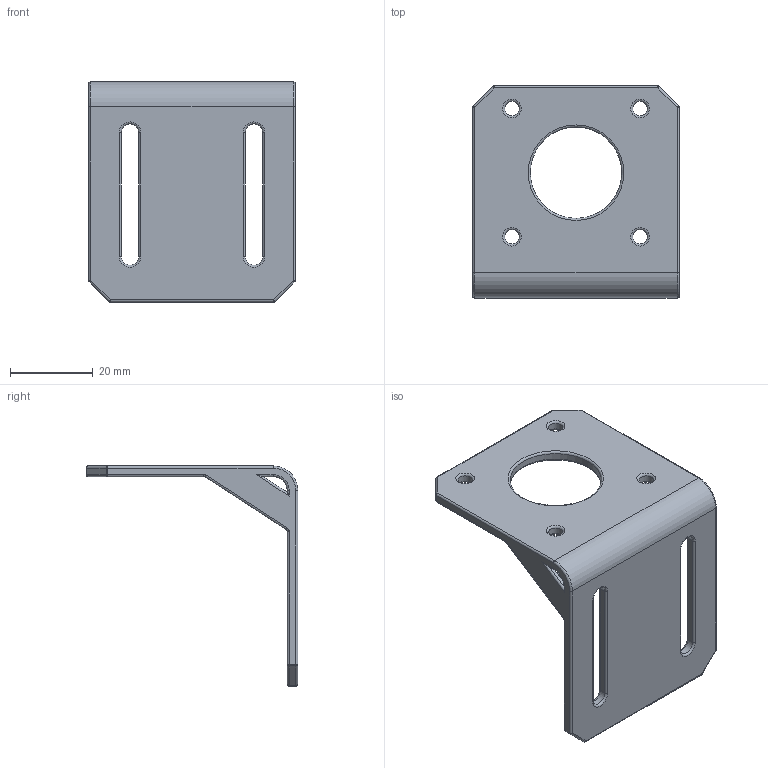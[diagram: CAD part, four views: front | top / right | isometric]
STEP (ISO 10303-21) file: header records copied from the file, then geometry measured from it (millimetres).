
FILE_DESCRIPTION(/* description */ (''),/* implementation_level */ '2;1');
FILE_NAME(/* name */ 'Stepper motor frame.step',/* time_stamp */ '2018-11-08T23:29:09-05:00',/* author */ ('will.donaldson22'),/* organization */ (''),/* preprocessor_version */ 'ST-DEVELOPER v17.2',/* originating_system */ 'Autodesk Translation Framework v7.6.0.251',/* authorisation */ '');
FILE_SCHEMA (('AUTOMOTIVE_DESIGN { 1 0 10303 214 3 1 1 }'));
Length unit declared in the file: millimetre
Products named in the file (2): Stepper motor frame; Nema 17 mount v1
Assembly tree (1 placements, depth 2):
  Stepper motor frame
    Nema 17 mount v1
Bounding box: 50 x 51.25 x 53.25 mm (x, y, z)
Volume: 11295 mm3; surface area: 10158.7 mm2
Topology: 1 solids, 1 shells, 129 faces, 311 edges, 170 vertices
Faces by surface type: cylinder 61, torus 30, plane 22, sphere 16
Full cylindrical faces by diameter (mm): 3.5 x4, 22.1 x1
Entity records: 3741 total; most frequent: DIRECTION 727, CARTESIAN_POINT 617, ORIENTED_EDGE 598, AXIS2_PLACEMENT_3D 300, EDGE_CURVE 299, VERTEX_POINT 170, CIRCLE 160, EDGE_LOOP 145
